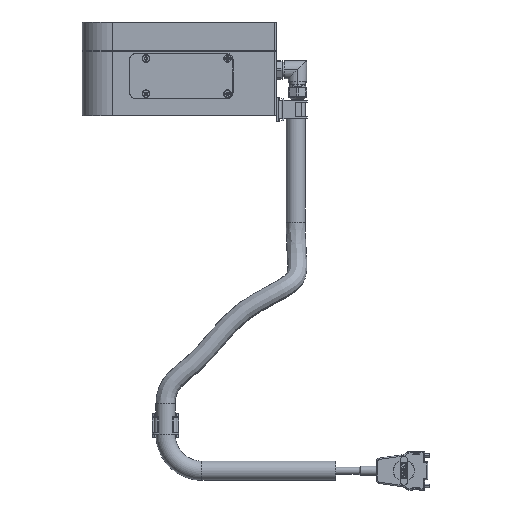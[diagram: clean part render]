
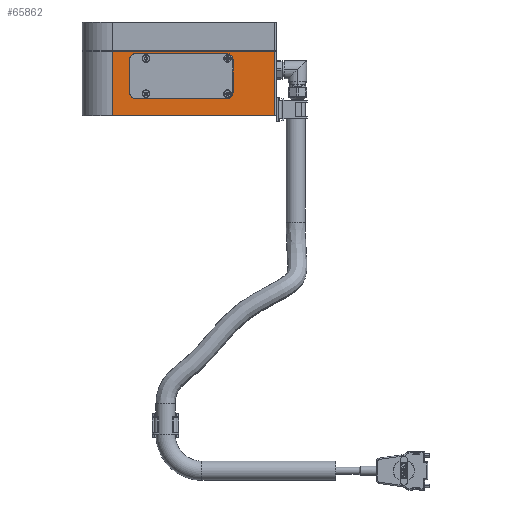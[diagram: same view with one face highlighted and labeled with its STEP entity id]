
A CAD part, left-side view. The second image highlights one B-rep face of the part: STEP entity #65862.
In plain terms, the highlighted planar face has unit normal (-1, 0, 0).
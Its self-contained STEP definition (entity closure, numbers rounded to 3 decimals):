
#1054 = DIRECTION ( 'NONE',  ( 1., 0., 0. ) ) ;
#1621 = CARTESIAN_POINT ( 'NONE',  ( -25., 35.5, 19. ) ) ;
#1751 = VECTOR ( 'NONE', #28421, 1000. ) ;
#3084 = AXIS2_PLACEMENT_3D ( 'NONE', #16828, #17187, #27905 ) ;
#3409 = CARTESIAN_POINT ( 'NONE',  ( -25., 120.5, 19. ) ) ;
#5287 = VERTEX_POINT ( 'NONE', #41724 ) ;
#5603 = CARTESIAN_POINT ( 'NONE',  ( -25., 115.5, 51. ) ) ;
#6061 = VECTOR ( 'NONE', #31943, 1000. ) ;
#8329 = CARTESIAN_POINT ( 'NONE',  ( -25., 115.5, 14. ) ) ;
#8409 = DIRECTION ( 'NONE',  ( 0., -1., 0. ) ) ;
#9267 = CARTESIAN_POINT ( 'NONE',  ( -25., 120.5, 46. ) ) ;
#9907 = VERTEX_POINT ( 'NONE', #50144 ) ;
#9923 = CARTESIAN_POINT ( 'NONE',  ( -25., 134.5, 61. ) ) ;
#9961 = FACE_BOUND ( 'NONE', #63537, .T. ) ;
#10710 = CARTESIAN_POINT ( 'NONE',  ( -25., 0., 52.75 ) ) ;
#10822 = ORIENTED_EDGE ( 'NONE', *, *, #42400, .F. ) ;
#11059 = CIRCLE ( 'NONE', #3084, 5. ) ;
#11159 = AXIS2_PLACEMENT_3D ( 'NONE', #35260, #57044, #67052 ) ;
#11294 = DIRECTION ( 'NONE',  ( 0., 1., 0. ) ) ;
#11549 = CARTESIAN_POINT ( 'NONE',  ( -25., 134.5, 52.75 ) ) ;
#12488 = DIRECTION ( 'NONE',  ( -1., 0., 0. ) ) ;
#12696 = VECTOR ( 'NONE', #11294, 1000. ) ;
#12774 = VERTEX_POINT ( 'NONE', #9267 ) ;
#14913 = ORIENTED_EDGE ( 'NONE', *, *, #55424, .F. ) ;
#15796 = ORIENTED_EDGE ( 'NONE', *, *, #34669, .T. ) ;
#16106 = VERTEX_POINT ( 'NONE', #11549 ) ;
#16828 = CARTESIAN_POINT ( 'NONE',  ( -25., 40.5, 19. ) ) ;
#17187 = DIRECTION ( 'NONE',  ( -1., 0., 0. ) ) ;
#17478 = DIRECTION ( 'NONE',  ( 0., 0., -1. ) ) ;
#19035 = CIRCLE ( 'NONE', #58942, 5. ) ;
#20633 = VERTEX_POINT ( 'NONE', #26318 ) ;
#20902 = EDGE_CURVE ( 'NONE', #25397, #27536, #70597, .T. ) ;
#21440 = ORIENTED_EDGE ( 'NONE', *, *, #50205, .F. ) ;
#22683 = LINE ( 'NONE', #39812, #28465 ) ;
#23091 = LINE ( 'NONE', #39503, #69359 ) ;
#23601 = CARTESIAN_POINT ( 'NONE',  ( -25., 115.5, 19. ) ) ;
#24081 = VERTEX_POINT ( 'NONE', #35632 ) ;
#25208 = LINE ( 'NONE', #63766, #6061 ) ;
#25397 = VERTEX_POINT ( 'NONE', #36948 ) ;
#25749 = VERTEX_POINT ( 'NONE', #8329 ) ;
#26318 = CARTESIAN_POINT ( 'NONE',  ( -25., 1., 52.75 ) ) ;
#27163 = EDGE_CURVE ( 'NONE', #12774, #69193, #69438, .T. ) ;
#27536 = VERTEX_POINT ( 'NONE', #59373 ) ;
#27905 = DIRECTION ( 'NONE',  ( 0., 0., 1. ) ) ;
#28421 = DIRECTION ( 'NONE',  ( 0., 0., 1. ) ) ;
#28465 = VECTOR ( 'NONE', #66950, 1000. ) ;
#29247 = EDGE_CURVE ( 'NONE', #9907, #35539, #23091, .T. ) ;
#30252 = ORIENTED_EDGE ( 'NONE', *, *, #66218, .T. ) ;
#30556 = CIRCLE ( 'NONE', #11159, 5. ) ;
#31943 = DIRECTION ( 'NONE',  ( 0., 0., 1. ) ) ;
#33403 = VERTEX_POINT ( 'NONE', #56438 ) ;
#34669 = EDGE_CURVE ( 'NONE', #16106, #9907, #54942, .T. ) ;
#35260 = CARTESIAN_POINT ( 'NONE',  ( -25., 115.5, 46. ) ) ;
#35539 = VERTEX_POINT ( 'NONE', #67851 ) ;
#35632 = CARTESIAN_POINT ( 'NONE',  ( -25., 40.5, 14. ) ) ;
#36948 = CARTESIAN_POINT ( 'NONE',  ( -25., 40.5, 51. ) ) ;
#39503 = CARTESIAN_POINT ( 'NONE',  ( -25., 0., 0. ) ) ;
#39812 = CARTESIAN_POINT ( 'NONE',  ( -25., 115.5, 14. ) ) ;
#41724 = CARTESIAN_POINT ( 'NONE',  ( -25., 35.5, 46. ) ) ;
#42400 = EDGE_CURVE ( 'NONE', #33403, #5287, #56970, .T. ) ;
#42819 = PLANE ( 'NONE',  #69917 ) ;
#43042 = ORIENTED_EDGE ( 'NONE', *, *, #43083, .F. ) ;
#43083 = EDGE_CURVE ( 'NONE', #69193, #25749, #68005, .T. ) ;
#43209 = CARTESIAN_POINT ( 'NONE',  ( -25., 40.5, 46. ) ) ;
#44582 = CARTESIAN_POINT ( 'NONE',  ( -25., 0., 61. ) ) ;
#44601 = VECTOR ( 'NONE', #59948, 1000. ) ;
#44994 = DIRECTION ( 'NONE',  ( 0., 0., 1. ) ) ;
#48404 = VECTOR ( 'NONE', #64312, 1000. ) ;
#50144 = CARTESIAN_POINT ( 'NONE',  ( -25., 134.5, 0. ) ) ;
#50205 = EDGE_CURVE ( 'NONE', #16106, #20633, #65010, .T. ) ;
#51074 = DIRECTION ( 'NONE',  ( -1., 0., 0. ) ) ;
#51202 = ORIENTED_EDGE ( 'NONE', *, *, #52745, .F. ) ;
#52022 = AXIS2_PLACEMENT_3D ( 'NONE', #23601, #51074, #44994 ) ;
#52745 = EDGE_CURVE ( 'NONE', #24081, #33403, #11059, .T. ) ;
#53561 = FACE_OUTER_BOUND ( 'NONE', #56078, .T. ) ;
#54057 = CARTESIAN_POINT ( 'NONE',  ( -25., 120.5, 19. ) ) ;
#54921 = VECTOR ( 'NONE', #62707, 1000. ) ;
#54942 = LINE ( 'NONE', #9923, #44601 ) ;
#55424 = EDGE_CURVE ( 'NONE', #27536, #12774, #30556, .T. ) ;
#56043 = ORIENTED_EDGE ( 'NONE', *, *, #29247, .T. ) ;
#56078 = EDGE_LOOP ( 'NONE', ( #56043, #30252, #21440, #15796 ) ) ;
#56438 = CARTESIAN_POINT ( 'NONE',  ( -25., 35.5, 19. ) ) ;
#56970 = LINE ( 'NONE', #1621, #1751 ) ;
#57044 = DIRECTION ( 'NONE',  ( -1., 0., 0. ) ) ;
#57879 = EDGE_CURVE ( 'NONE', #5287, #25397, #19035, .T. ) ;
#58374 = ORIENTED_EDGE ( 'NONE', *, *, #57879, .F. ) ;
#58942 = AXIS2_PLACEMENT_3D ( 'NONE', #43209, #12488, #67136 ) ;
#59373 = CARTESIAN_POINT ( 'NONE',  ( -25., 115.5, 51. ) ) ;
#59948 = DIRECTION ( 'NONE',  ( 0., 0., -1. ) ) ;
#60802 = EDGE_CURVE ( 'NONE', #25749, #24081, #22683, .T. ) ;
#61903 = ORIENTED_EDGE ( 'NONE', *, *, #20902, .F. ) ;
#61947 = ORIENTED_EDGE ( 'NONE', *, *, #27163, .F. ) ;
#62707 = DIRECTION ( 'NONE',  ( 0., 0., -1. ) ) ;
#63537 = EDGE_LOOP ( 'NONE', ( #10822, #51202, #65548, #43042, #61947, #14913, #61903, #58374 ) ) ;
#63766 = CARTESIAN_POINT ( 'NONE',  ( -25., 1., 61. ) ) ;
#64312 = DIRECTION ( 'NONE',  ( 0., -1., 0. ) ) ;
#65010 = LINE ( 'NONE', #10710, #48404 ) ;
#65548 = ORIENTED_EDGE ( 'NONE', *, *, #60802, .F. ) ;
#65862 = ADVANCED_FACE ( 'NONE', ( #9961, #53561 ), #42819, .F. ) ;
#66218 = EDGE_CURVE ( 'NONE', #35539, #20633, #25208, .T. ) ;
#66950 = DIRECTION ( 'NONE',  ( 0., -1., 0. ) ) ;
#67052 = DIRECTION ( 'NONE',  ( 0., 0., -1. ) ) ;
#67136 = DIRECTION ( 'NONE',  ( 0., 0., 1. ) ) ;
#67851 = CARTESIAN_POINT ( 'NONE',  ( -25., 1., 0. ) ) ;
#68005 = CIRCLE ( 'NONE', #52022, 5. ) ;
#69193 = VERTEX_POINT ( 'NONE', #54057 ) ;
#69359 = VECTOR ( 'NONE', #8409, 1000. ) ;
#69438 = LINE ( 'NONE', #3409, #54921 ) ;
#69917 = AXIS2_PLACEMENT_3D ( 'NONE', #44582, #1054, #17478 ) ;
#70597 = LINE ( 'NONE', #5603, #12696 ) ;
